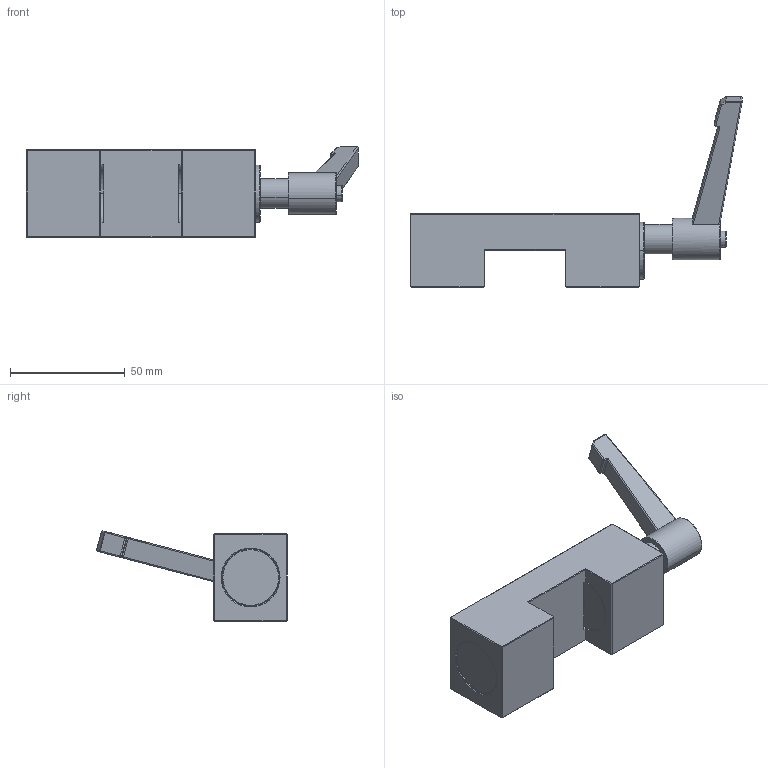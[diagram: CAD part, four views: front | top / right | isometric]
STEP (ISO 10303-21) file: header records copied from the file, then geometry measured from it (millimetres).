
FILE_DESCRIPTION (( 'STEP AP203' ), '1' );
FILE_NAME ('SK3501忒雄倰.S', '2023-01-24T08:53:05', ( '' ), ( '' ), 'SwSTEP 2.0', 'SolidWorks 2021', '' );
FILE_SCHEMA (( 'CONFIG_CONTROL_DESIGN' ));
Length unit declared in the file: millimetre
Products named in the file (5): SK3501翋极V2V2V2; SK3501螺孔圆柱_2_ù_2_¨′; SK3501忒雄倰‘D赤_ㄓD“a; 赻餅忒梟M8㊣迆M8_角“2M8; SK3501通孔圆柱_2_ù_2_¨′
Assembly tree (4 placements, depth 2):
  SK3501忒雄倰‘D赤_ㄓD“a
    SK3501翋极V2V2V2
    SK3501螺孔圆柱_2_ù_2_¨′
    SK3501通孔圆柱_2_ù_2_¨′
    赻餅忒梟M8㊣迆M8_角“2M8
Bounding box: 144.43 x 82.99 x 39.33 mm (x, y, z)
Volume: 105291 mm3; surface area: 34953.8 mm2
Topology: 4 solids, 4 shells, 163 faces, 373 edges, 205 vertices
Faces by surface type: plane 62, cylinder 45, cone 34, torus 10, sphere 8, bspline 4
Entity records: 4973 total; most frequent: CARTESIAN_POINT 858, DIRECTION 810, ORIENTED_EDGE 706, EDGE_CURVE 353, AXIS2_PLACEMENT_3D 305, VERTEX_POINT 203, VECTOR 200, LINE 200
